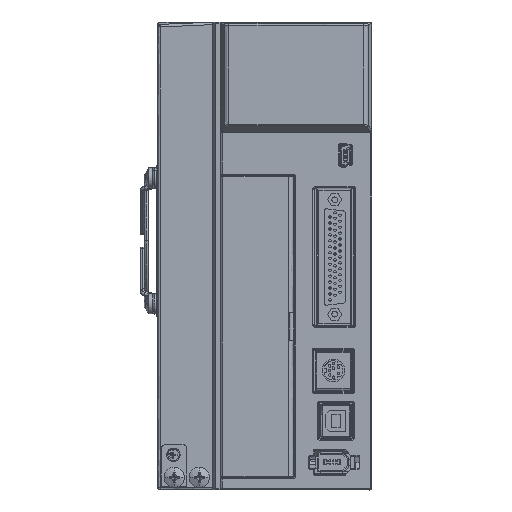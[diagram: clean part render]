
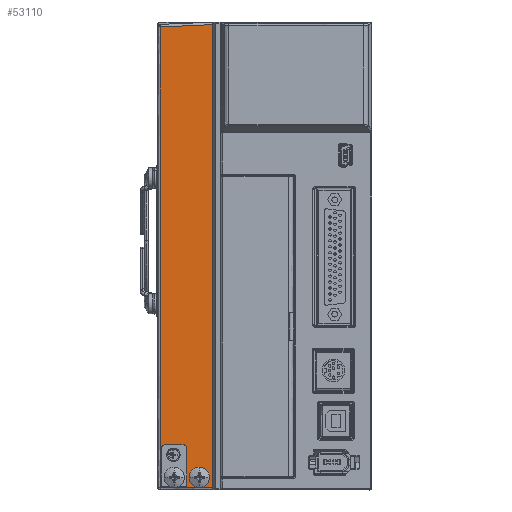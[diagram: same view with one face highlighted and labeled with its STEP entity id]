
A CAD part, front view. The second image highlights one B-rep face of the part: STEP entity #53110.
In plain terms, the highlighted free-form (B-spline) face has degree [1, 1] with [2, 2] control points.
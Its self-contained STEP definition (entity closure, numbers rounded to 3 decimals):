
#904=B_SPLINE_SURFACE_WITH_KNOTS('',1,1,((#314967,#314968),(#314969,#314970)),
 .UNSPECIFIED.,.F.,.F.,.F.,(2,2),(2,2),(-110.471,110.579),
(-15.26,14.26),.UNSPECIFIED.);
#1558=FACE_BOUND('',#65706,.T.);
#1559=FACE_BOUND('',#65707,.T.);
#17924=B_SPLINE_CURVE_WITH_KNOTS('',1,(#314983,#314984),.UNSPECIFIED.,.F.,
 .F.,(2,2),(0.,0.2),.UNSPECIFIED.);
#17925=B_SPLINE_CURVE_WITH_KNOTS('',1,(#314985,#314986),.UNSPECIFIED.,.F.,
 .F.,(2,2),(-24.5,0.),.UNSPECIFIED.);
#17926=B_SPLINE_CURVE_WITH_KNOTS('',1,(#315007,#315008),.UNSPECIFIED.,.F.,
 .F.,(2,2),(-24.523,0.),.UNSPECIFIED.);
#17927=B_SPLINE_CURVE_WITH_KNOTS('',1,(#315009,#315010),.UNSPECIFIED.,.F.,
 .F.,(2,2),(-0.308,0.),.UNSPECIFIED.);
#17928=B_SPLINE_CURVE_WITH_KNOTS('',1,(#315011,#315012),.UNSPECIFIED.,.F.,
 .F.,(2,2),(0.,1.3),.UNSPECIFIED.);
#17929=B_SPLINE_CURVE_WITH_KNOTS('',1,(#315013,#315014),.UNSPECIFIED.,.F.,
 .F.,(2,2),(-183.6,0.),.UNSPECIFIED.);
#17930=B_SPLINE_CURVE_WITH_KNOTS('',1,(#315015,#315016),.UNSPECIFIED.,.F.,
 .F.,(2,2),(0.,1.3),.UNSPECIFIED.);
#17931=B_SPLINE_CURVE_WITH_KNOTS('',1,(#315017,#315018),.UNSPECIFIED.,.F.,
 .F.,(2,2),(0.,183.043),.UNSPECIFIED.);
#53110=ADVANCED_FACE('',(#59188,#1558,#1559),#904,.T.);
#59188=FACE_OUTER_BOUND('',#65705,.T.);
#65705=EDGE_LOOP('',(#89414,#89415,#89416,#89417,#89418,#89419,#89420,#89421));
#65706=EDGE_LOOP('',(#89422,#89423));
#65707=EDGE_LOOP('',(#89424,#89425));
#89414=ORIENTED_EDGE('',*,*,#122902,.F.);
#89415=ORIENTED_EDGE('',*,*,#122901,.T.);
#89416=ORIENTED_EDGE('',*,*,#122900,.F.);
#89417=ORIENTED_EDGE('',*,*,#122899,.F.);
#89418=ORIENTED_EDGE('',*,*,#122898,.F.);
#89419=ORIENTED_EDGE('',*,*,#122903,.F.);
#89420=ORIENTED_EDGE('',*,*,#122893,.F.);
#89421=ORIENTED_EDGE('',*,*,#122892,.F.);
#89422=ORIENTED_EDGE('',*,*,#122894,.T.);
#89423=ORIENTED_EDGE('',*,*,#122895,.T.);
#89424=ORIENTED_EDGE('',*,*,#122896,.T.);
#89425=ORIENTED_EDGE('',*,*,#122897,.T.);
#122892=EDGE_CURVE('',#162804,#162805,#17924,.T.);
#122893=EDGE_CURVE('',#162805,#162806,#17925,.T.);
#122894=EDGE_CURVE('',#162808,#162807,#140387,.T.);
#122895=EDGE_CURVE('',#162807,#162808,#140388,.T.);
#122896=EDGE_CURVE('',#162810,#162809,#140389,.T.);
#122897=EDGE_CURVE('',#162809,#162810,#140390,.T.);
#122898=EDGE_CURVE('',#162811,#162812,#17926,.T.);
#122899=EDGE_CURVE('',#162812,#162813,#17927,.T.);
#122900=EDGE_CURVE('',#162813,#162814,#17928,.T.);
#122901=EDGE_CURVE('',#162815,#162814,#17929,.T.);
#122902=EDGE_CURVE('',#162815,#162804,#17930,.T.);
#122903=EDGE_CURVE('',#162806,#162811,#17931,.T.);
#140387=(
BOUNDED_CURVE()
B_SPLINE_CURVE(2,(#314987,#314988,#314989,#314990,#314991),
 .UNSPECIFIED.,.F.,.F.)
B_SPLINE_CURVE_WITH_KNOTS((3,2,3),(-5.027,-2.513,
0.),.UNSPECIFIED.)
CURVE()
GEOMETRIC_REPRESENTATION_ITEM()
RATIONAL_B_SPLINE_CURVE((1.,0.707,1.,0.707,1.))
REPRESENTATION_ITEM('')
);
#140388=(
BOUNDED_CURVE()
B_SPLINE_CURVE(2,(#314992,#314993,#314994,#314995,#314996),
 .UNSPECIFIED.,.F.,.F.)
B_SPLINE_CURVE_WITH_KNOTS((3,2,3),(-5.027,-2.513,
0.),.UNSPECIFIED.)
CURVE()
GEOMETRIC_REPRESENTATION_ITEM()
RATIONAL_B_SPLINE_CURVE((1.,0.707,1.,0.707,1.))
REPRESENTATION_ITEM('')
);
#140389=(
BOUNDED_CURVE()
B_SPLINE_CURVE(2,(#314997,#314998,#314999,#315000,#315001),
 .UNSPECIFIED.,.F.,.F.)
B_SPLINE_CURVE_WITH_KNOTS((3,2,3),(-5.027,-2.513,
0.),.UNSPECIFIED.)
CURVE()
GEOMETRIC_REPRESENTATION_ITEM()
RATIONAL_B_SPLINE_CURVE((1.,0.707,1.,0.707,1.))
REPRESENTATION_ITEM('')
);
#140390=(
BOUNDED_CURVE()
B_SPLINE_CURVE(2,(#315002,#315003,#315004,#315005,#315006),
 .UNSPECIFIED.,.F.,.F.)
B_SPLINE_CURVE_WITH_KNOTS((3,2,3),(-5.027,-2.513,
0.),.UNSPECIFIED.)
CURVE()
GEOMETRIC_REPRESENTATION_ITEM()
RATIONAL_B_SPLINE_CURVE((1.,0.707,1.,0.707,1.))
REPRESENTATION_ITEM('')
);
#162804=VERTEX_POINT('',#314971);
#162805=VERTEX_POINT('',#314972);
#162806=VERTEX_POINT('',#314973);
#162807=VERTEX_POINT('',#314974);
#162808=VERTEX_POINT('',#314975);
#162809=VERTEX_POINT('',#314976);
#162810=VERTEX_POINT('',#314977);
#162811=VERTEX_POINT('',#314978);
#162812=VERTEX_POINT('',#314979);
#162813=VERTEX_POINT('',#314980);
#162814=VERTEX_POINT('',#314981);
#162815=VERTEX_POINT('',#314982);
#314967=CARTESIAN_POINT('',(-19.09,-22.9,-69.971));
#314968=CARTESIAN_POINT('',(-48.61,-22.9,-69.971));
#314969=CARTESIAN_POINT('',(-19.09,-22.9,151.079));
#314970=CARTESIAN_POINT('',(-48.61,-22.9,151.079));
#314971=CARTESIAN_POINT('',(-21.6,-22.9,-51.3));
#314972=CARTESIAN_POINT('',(-21.6,-22.9,-51.5));
#314973=CARTESIAN_POINT('',(-46.1,-22.9,-51.5));
#314974=CARTESIAN_POINT('',(-29.,-22.9,-47.5));
#314975=CARTESIAN_POINT('',(-32.2,-22.9,-47.5));
#314976=CARTESIAN_POINT('',(-42.2,-22.9,-47.5));
#314977=CARTESIAN_POINT('',(-39.,-22.9,-47.5));
#314978=CARTESIAN_POINT('',(-46.1,-22.9,131.543));
#314979=CARTESIAN_POINT('',(-21.6,-22.9,132.608));
#314980=CARTESIAN_POINT('',(-21.6,-22.9,132.3));
#314981=CARTESIAN_POINT('',(-22.9,-22.9,132.3));
#314982=CARTESIAN_POINT('',(-22.9,-22.9,-51.3));
#314983=CARTESIAN_POINT('',(-21.6,-22.9,-51.3));
#314984=CARTESIAN_POINT('',(-21.6,-22.9,-51.5));
#314985=CARTESIAN_POINT('',(-21.6,-22.9,-51.5));
#314986=CARTESIAN_POINT('',(-46.1,-22.9,-51.5));
#314987=CARTESIAN_POINT('',(-32.2,-22.9,-47.5));
#314988=CARTESIAN_POINT('',(-32.2,-22.9,-45.9));
#314989=CARTESIAN_POINT('',(-30.6,-22.9,-45.9));
#314990=CARTESIAN_POINT('',(-29.,-22.9,-45.9));
#314991=CARTESIAN_POINT('',(-29.,-22.9,-47.5));
#314992=CARTESIAN_POINT('',(-29.,-22.9,-47.5));
#314993=CARTESIAN_POINT('',(-29.,-22.9,-49.1));
#314994=CARTESIAN_POINT('',(-30.6,-22.9,-49.1));
#314995=CARTESIAN_POINT('',(-32.2,-22.9,-49.1));
#314996=CARTESIAN_POINT('',(-32.2,-22.9,-47.5));
#314997=CARTESIAN_POINT('',(-39.,-22.9,-47.5));
#314998=CARTESIAN_POINT('',(-39.,-22.9,-49.1));
#314999=CARTESIAN_POINT('',(-40.6,-22.9,-49.1));
#315000=CARTESIAN_POINT('',(-42.2,-22.9,-49.1));
#315001=CARTESIAN_POINT('',(-42.2,-22.9,-47.5));
#315002=CARTESIAN_POINT('',(-42.2,-22.9,-47.5));
#315003=CARTESIAN_POINT('',(-42.2,-22.9,-45.9));
#315004=CARTESIAN_POINT('',(-40.6,-22.9,-45.9));
#315005=CARTESIAN_POINT('',(-39.,-22.9,-45.9));
#315006=CARTESIAN_POINT('',(-39.,-22.9,-47.5));
#315007=CARTESIAN_POINT('',(-46.1,-22.9,131.543));
#315008=CARTESIAN_POINT('',(-21.6,-22.9,132.608));
#315009=CARTESIAN_POINT('',(-21.6,-22.9,132.608));
#315010=CARTESIAN_POINT('',(-21.6,-22.9,132.3));
#315011=CARTESIAN_POINT('',(-21.6,-22.9,132.3));
#315012=CARTESIAN_POINT('',(-22.9,-22.9,132.3));
#315013=CARTESIAN_POINT('',(-22.9,-22.9,-51.3));
#315014=CARTESIAN_POINT('',(-22.9,-22.9,132.3));
#315015=CARTESIAN_POINT('',(-22.9,-22.9,-51.3));
#315016=CARTESIAN_POINT('',(-21.6,-22.9,-51.3));
#315017=CARTESIAN_POINT('',(-46.1,-22.9,-51.5));
#315018=CARTESIAN_POINT('',(-46.1,-22.9,131.543));
